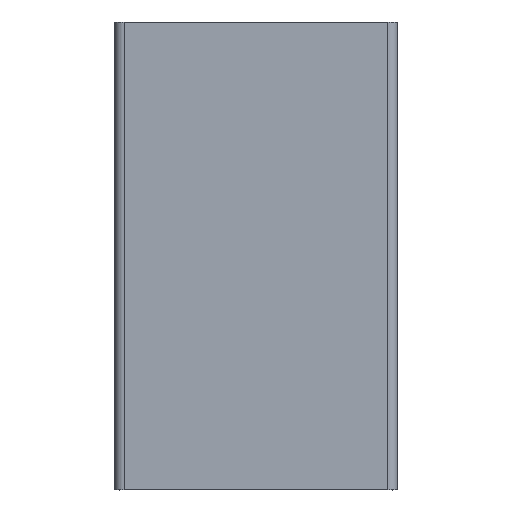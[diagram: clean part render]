
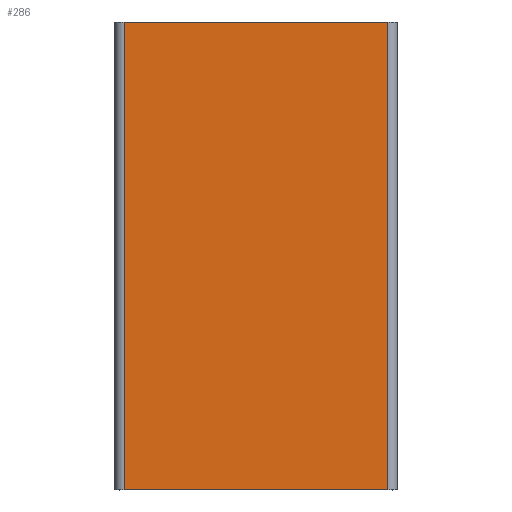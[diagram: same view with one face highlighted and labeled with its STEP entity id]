
A CAD part, top view. The second image highlights one B-rep face of the part: STEP entity #286.
In plain terms, the highlighted planar face has unit normal (0, 0, 1).
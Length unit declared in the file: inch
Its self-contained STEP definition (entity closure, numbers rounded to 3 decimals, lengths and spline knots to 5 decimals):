
#223=CARTESIAN_POINT('',(11.19345,11.74669,0.875));
#224=VERTEX_POINT('',#223);
#232=CARTESIAN_POINT('',(11.19345,5.74669,0.875));
#233=VERTEX_POINT('',#232);
#234=CARTESIAN_POINT('',(11.19345,5.74669,0.875));
#235=DIRECTION('',(0.,1.,0.));
#236=VECTOR('',#235,1.);
#237=LINE('',#234,#236);
#238=EDGE_CURVE('',#233,#224,#237,.T.);
#256=CARTESIAN_POINT('',(7.80845,11.74669,0.875));
#257=VERTEX_POINT('',#256);
#258=CARTESIAN_POINT('',(11.19345,11.74669,0.875));
#259=DIRECTION('',(-1.,0.,0.));
#260=VECTOR('',#259,1.);
#261=LINE('',#258,#260);
#262=EDGE_CURVE('',#224,#257,#261,.T.);
#263=ORIENTED_EDGE('',*,*,#262,.T.);
#264=CARTESIAN_POINT('',(7.80845,5.74669,0.875));
#265=VERTEX_POINT('',#264);
#266=CARTESIAN_POINT('',(7.80845,5.74669,0.875));
#267=DIRECTION('',(0.,1.,0.));
#268=VECTOR('',#267,1.);
#269=LINE('',#266,#268);
#270=EDGE_CURVE('',#265,#257,#269,.T.);
#271=ORIENTED_EDGE('',*,*,#270,.F.);
#272=CARTESIAN_POINT('',(11.19345,5.74669,0.875));
#273=DIRECTION('',(-1.,0.,0.));
#274=VECTOR('',#273,1.);
#275=LINE('',#272,#274);
#276=EDGE_CURVE('',#233,#265,#275,.T.);
#277=ORIENTED_EDGE('',*,*,#276,.F.);
#278=ORIENTED_EDGE('',*,*,#238,.T.);
#279=EDGE_LOOP('',(#263,#271,#277,#278));
#280=FACE_OUTER_BOUND('',#279,.T.);
#281=CARTESIAN_POINT('',(9.50095,5.74669,0.875));
#282=DIRECTION('',(0.,0.,1.));
#283=DIRECTION('',(1.,0.,0.));
#284=AXIS2_PLACEMENT_3D('',#281,#282,#283);
#285=PLANE('',#284);
#286=ADVANCED_FACE('',(#280),#285,.T.);
